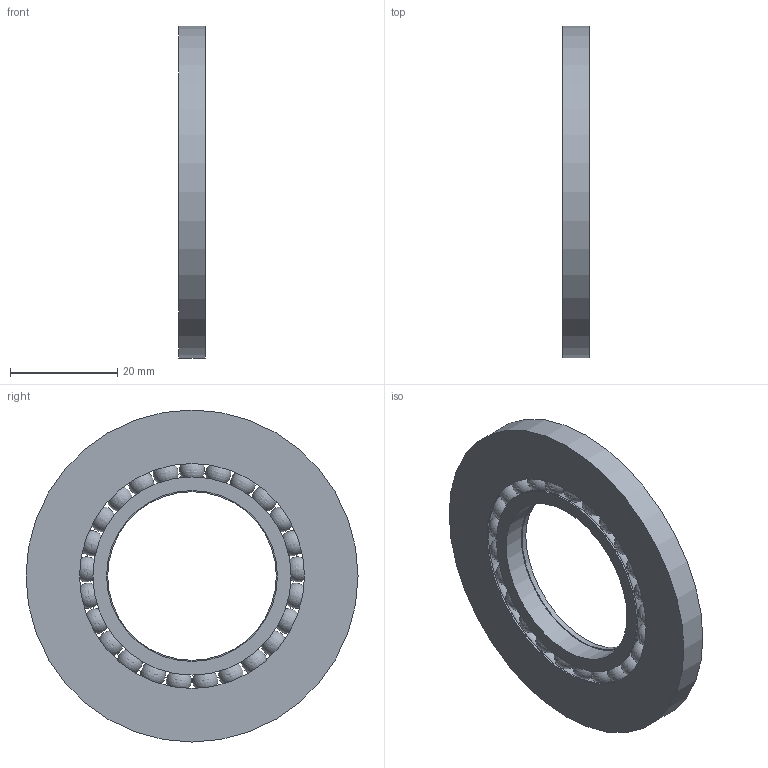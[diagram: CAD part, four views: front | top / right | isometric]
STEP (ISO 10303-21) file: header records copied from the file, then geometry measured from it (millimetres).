
FILE_DESCRIPTION(/* description */ ('','CAx-IF Rec.Pracs.---Representation and Presentation of Product Manufacturing Information (PMI)---4.0---2014-10-13'),/* implementation_level */ '2;1');
FILE_NAME(/* name */ 'ball bearing for wall.step',/* time_stamp */ '2025-02-15T16:28:30+08:00',/* author */ (''),/* organization */ (''),/* preprocessor_version */ 'ST-DEVELOPER v20',/* originating_system */ 'Autodesk Translation Framework v13.20.0.188',/* authorisation */ '');
FILE_SCHEMA (('AP242_MANAGED_MODEL_BASED_3D_ENGINEERING_MIM_LF { 1 0 10303 442 1 1 4 }'));
Length unit declared in the file: millimetre
Products named in the file (1): test rig wall ball bearing
Bounding box: 5 x 62 x 62 mm (x, y, z)
Volume: 9974.3 mm3; surface area: 8533.5 mm2
Topology: 27 solids, 27 shells, 39 faces, 98 edges, 64 vertices
Faces by surface type: sphere 25, cylinder 7, plane 5, torus 2
Full cylindrical faces by diameter (mm): 31.5 x1, 31.9 x1, 37 x2, 42 x2, 62 x1
Entity records: 946 total; most frequent: DIRECTION 169, CARTESIAN_POINT 152, ORIENTED_EDGE 96, AXIS2_PLACEMENT_3D 81, VERTEX_POINT 64, EDGE_CURVE 48, EDGE_LOOP 44, CIRCLE 41
